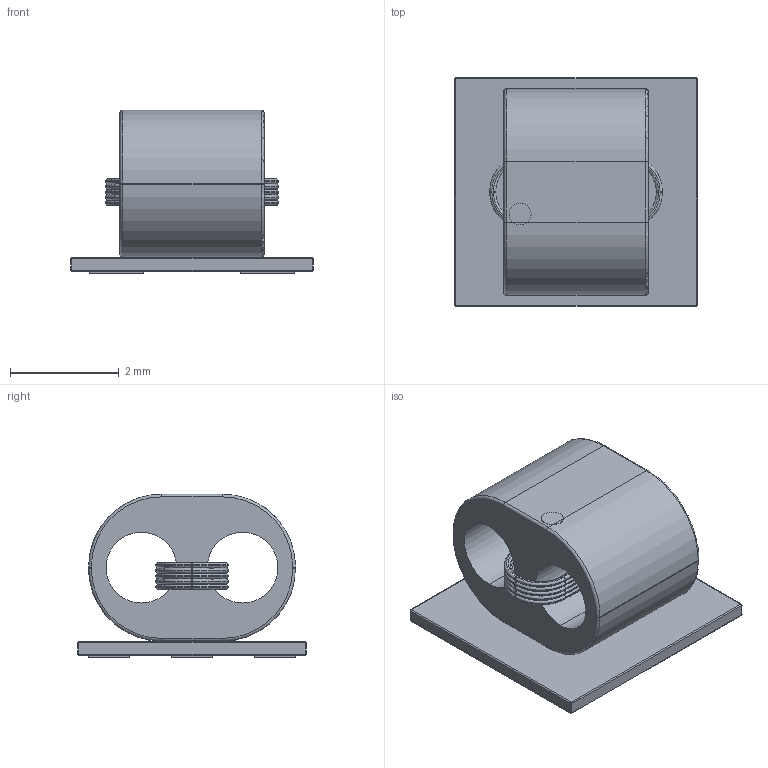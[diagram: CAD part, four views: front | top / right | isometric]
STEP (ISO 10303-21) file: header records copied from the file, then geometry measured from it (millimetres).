
FILE_DESCRIPTION((''),'2;1');
FILE_NAME('XFMR_COILCRAFT_WBC.stp','2014-10-20T10:37:34',(''),(''),'Mechanical Desktop 2011','Mechanical Desktop 2011',', , ');
FILE_SCHEMA(('AUTOMOTIVE_DESIGN { 1 2 10303 214 1 1 1 1 }'));
Length unit declared in the file: millimetre
Products named in the file (1): Product
Bounding box: 4.45 x 4.2 x 3.01 mm (x, y, z)
Volume: 21.3 mm3; surface area: 126.1 mm2
Topology: 14 solids, 14 shells, 346 faces, 762 edges, 436 vertices
Faces by surface type: cylinder 150, plane 100, torus 88, sphere 8
Entity records: 9990 total; most frequent: CARTESIAN_POINT 2205, DIRECTION 1748, ORIENTED_EDGE 1508, EDGE_CURVE 754, AXIS2_PLACEMENT_3D 691, VERTEX_POINT 436, VECTOR 366, LINE 366
